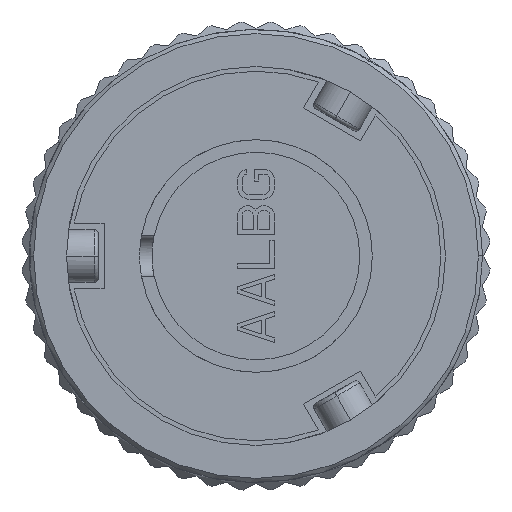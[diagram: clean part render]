
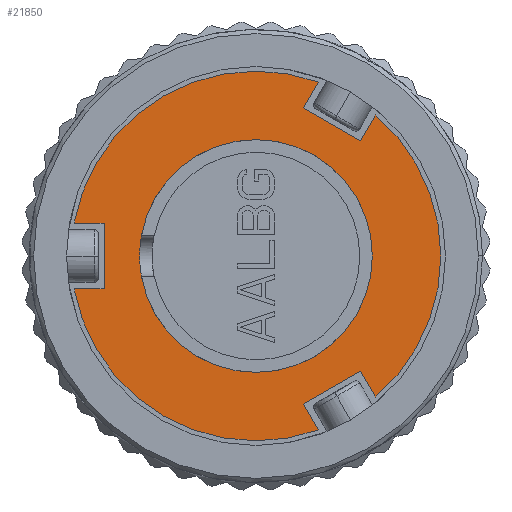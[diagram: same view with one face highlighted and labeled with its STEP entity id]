
A CAD part, left-side view. The second image highlights one B-rep face of the part: STEP entity #21850.
In plain terms, the highlighted planar face has unit normal (-1, 0, 0).
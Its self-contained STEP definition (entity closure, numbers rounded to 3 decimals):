
#6706=CARTESIAN_POINT('',(-5.31,0.,0.));
#6707=DIRECTION('',(-1.,0.,0.));
#6708=DIRECTION('',(0.,-0.646,-0.763));
#6709=AXIS2_PLACEMENT_3D('',#6706,#6707,#6708);
#6744=CARTESIAN_POINT('',(-5.31,0.,0.));
#6745=DIRECTION('',(-1.,0.,0.));
#6746=DIRECTION('',(0.,0.984,-0.178));
#6747=AXIS2_PLACEMENT_3D('',#6744,#6745,#6746);
#6782=CARTESIAN_POINT('',(-5.31,0.,0.));
#6783=DIRECTION('',(-1.,0.,0.));
#6784=DIRECTION('',(0.,-0.338,0.941));
#6785=AXIS2_PLACEMENT_3D('',#6782,#6783,#6784);
#6811=DIRECTION('',(0.,-1.,0.));
#6812=VECTOR('',#6811,1.456);
#6813=CARTESIAN_POINT('',(-5.31,8.831,-1.6));
#6814=LINE('1592',#6813,#6812);
#6815=DIRECTION('',(0.,0.,1.));
#6816=VECTOR('',#6815,3.2);
#6817=CARTESIAN_POINT('',(-5.31,7.375,-1.6));
#6818=LINE('1593',#6817,#6816);
#6819=DIRECTION('',(0.,-1.,0.));
#6820=VECTOR('',#6819,1.456);
#6821=CARTESIAN_POINT('',(-5.31,8.831,1.6));
#6822=LINE('1594',#6821,#6820);
#6823=DIRECTION('',(0.,0.5,-0.866));
#6824=VECTOR('',#6823,1.456);
#6825=CARTESIAN_POINT('',(-5.31,-3.03,8.448));
#6826=LINE('1587',#6825,#6824);
#6827=DIRECTION('',(0.,-0.866,-0.5));
#6828=VECTOR('',#6827,3.2);
#6829=CARTESIAN_POINT('',(-5.31,-2.302,7.187));
#6830=LINE('1585',#6829,#6828);
#6831=DIRECTION('',(0.,-0.5,0.866));
#6832=VECTOR('',#6831,1.456);
#6833=CARTESIAN_POINT('',(-5.31,-5.073,5.587));
#6834=LINE('1586',#6833,#6832);
#6835=DIRECTION('',(0.,0.5,0.866));
#6836=VECTOR('',#6835,1.456);
#6837=CARTESIAN_POINT('',(-5.31,-5.801,-6.848));
#6838=LINE('1588',#6837,#6836);
#6839=DIRECTION('',(0.,0.866,-0.5));
#6840=VECTOR('',#6839,3.2);
#6841=CARTESIAN_POINT('',(-5.31,-5.073,-5.587));
#6842=LINE('1589',#6841,#6840);
#6843=DIRECTION('',(0.,-0.5,-0.866));
#6844=VECTOR('',#6843,1.456);
#6845=CARTESIAN_POINT('',(-5.31,-2.302,-7.187));
#6846=LINE('1590',#6845,#6844);
#6874=CARTESIAN_POINT('',(-5.31,0.,0.));
#6875=DIRECTION('',(-1.,0.,0.));
#6876=DIRECTION('',(0.,1.,0.));
#6877=AXIS2_PLACEMENT_3D('',#6874,#6875,#6876);
#7342=CARTESIAN_POINT('',(-5.31,0.,0.));
#7343=DIRECTION('',(1.,0.,0.));
#7344=DIRECTION('',(0.,1.,0.));
#7345=AXIS2_PLACEMENT_3D('',#7342,#7343,#7344);
#12983=CARTESIAN_POINT('',(-5.31,-5.65,0.));
#12985=VERTEX_POINT('',#12983);
#12987=CARTESIAN_POINT('',(-5.31,5.65,0.));
#12988=VERTEX_POINT('',#12987);
#13007=CARTESIAN_POINT('',(-5.31,-2.302,7.187));
#13008=CARTESIAN_POINT('',(-5.31,-5.073,5.587));
#13009=VERTEX_POINT('',#13007);
#13010=VERTEX_POINT('',#13008);
#13011=CARTESIAN_POINT('',(-5.31,-5.801,6.848));
#13012=VERTEX_POINT('',#13011);
#13013=CARTESIAN_POINT('',(-5.31,-3.03,8.448));
#13014=VERTEX_POINT('',#13013);
#13015=CARTESIAN_POINT('',(-5.31,-5.801,-6.848));
#13016=CARTESIAN_POINT('',(-5.31,-5.073,-5.587));
#13017=VERTEX_POINT('',#13015);
#13018=VERTEX_POINT('',#13016);
#13019=CARTESIAN_POINT('',(-5.31,-2.302,-7.187));
#13020=VERTEX_POINT('',#13019);
#13021=CARTESIAN_POINT('',(-5.31,-3.03,-8.448));
#13022=VERTEX_POINT('',#13021);
#13023=CARTESIAN_POINT('',(-5.31,8.831,-1.6));
#13024=CARTESIAN_POINT('',(-5.31,7.375,-1.6));
#13025=VERTEX_POINT('',#13023);
#13026=VERTEX_POINT('',#13024);
#13027=CARTESIAN_POINT('',(-5.31,7.375,1.6));
#13028=VERTEX_POINT('',#13027);
#13029=CARTESIAN_POINT('',(-5.31,8.831,1.6));
#13030=VERTEX_POINT('',#13029);
#21825=CARTESIAN_POINT('',(-5.31,0.,0.));
#21826=DIRECTION('',(1.,0.,0.));
#21827=DIRECTION('',(0.,-1.,0.));
#21828=AXIS2_PLACEMENT_3D('',#21825,#21826,#21827);
#21829=PLANE('455',#21828);
#21830=ORIENTED_EDGE('1592',*,*,#21736,.T.);
#21831=ORIENTED_EDGE('1593',*,*,#21750,.T.);
#21832=ORIENTED_EDGE('1594',*,*,#21764,.F.);
#21833=ORIENTED_EDGE('1595',*,*,#21778,.F.);
#21834=ORIENTED_EDGE('1587',*,*,#21792,.T.);
#21835=ORIENTED_EDGE('1585',*,*,#21806,.T.);
#21836=ORIENTED_EDGE('1586',*,*,#21819,.T.);
#21837=ORIENTED_EDGE('1591',*,*,#21665,.F.);
#21838=ORIENTED_EDGE('1588',*,*,#21680,.T.);
#21839=ORIENTED_EDGE('1589',*,*,#21694,.T.);
#21840=ORIENTED_EDGE('1590',*,*,#21708,.T.);
#21841=ORIENTED_EDGE('1596',*,*,#21722,.F.);
#21842=EDGE_LOOP('455',(#21830,#21831,#21832,#21833,#21834,#21835,#21836,#21837,
#21838,#21839,#21840,#21841));
#21843=FACE_OUTER_BOUND('455',#21842,.F.);
#21845=ORIENTED_EDGE('1573',*,*,#21844,.T.);
#21847=ORIENTED_EDGE('1572',*,*,#21846,.F.);
#21848=EDGE_LOOP('455',(#21845,#21847));
#21849=FACE_BOUND('455',#21848,.F.);
#6710=CIRCLE('1591',#6709,8.975);
#6748=CIRCLE('1596',#6747,8.975);
#6786=CIRCLE('1595',#6785,8.975);
#6878=CIRCLE('1573',#6877,5.65);
#7346=CIRCLE('1572',#7345,5.65);
#21665=EDGE_CURVE('1591',#13017,#13012,#6710,.T.);
#21680=EDGE_CURVE('1588',#13017,#13018,#6838,.T.);
#21694=EDGE_CURVE('1589',#13018,#13020,#6842,.T.);
#21708=EDGE_CURVE('1590',#13020,#13022,#6846,.T.);
#21722=EDGE_CURVE('1596',#13025,#13022,#6748,.T.);
#21736=EDGE_CURVE('1592',#13025,#13026,#6814,.T.);
#21750=EDGE_CURVE('1593',#13026,#13028,#6818,.T.);
#21764=EDGE_CURVE('1594',#13030,#13028,#6822,.T.);
#21778=EDGE_CURVE('1595',#13014,#13030,#6786,.T.);
#21792=EDGE_CURVE('1587',#13014,#13009,#6826,.T.);
#21806=EDGE_CURVE('1585',#13009,#13010,#6830,.T.);
#21819=EDGE_CURVE('1586',#13010,#13012,#6834,.T.);
#21844=EDGE_CURVE('1573',#12988,#12985,#6878,.T.);
#21846=EDGE_CURVE('1572',#12988,#12985,#7346,.T.);
#21850=ADVANCED_FACE('455',(#21843,#21849),#21829,.F.);
